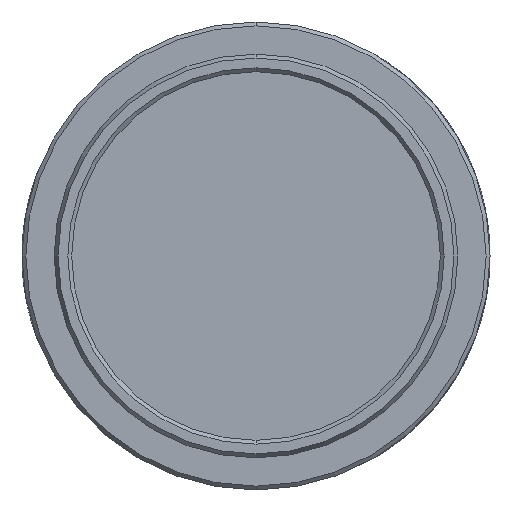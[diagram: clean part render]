
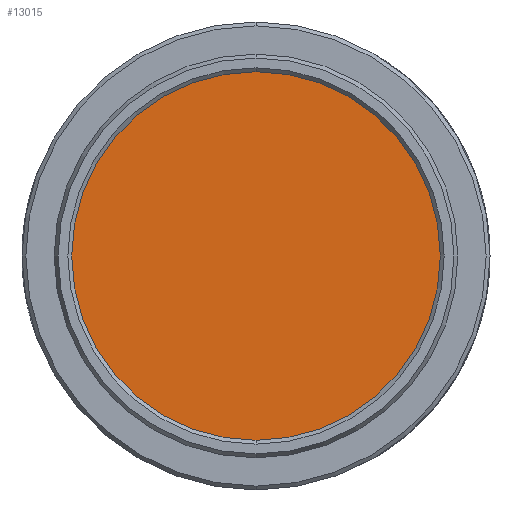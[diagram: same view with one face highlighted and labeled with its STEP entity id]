
A CAD part, left-side view. The second image highlights one B-rep face of the part: STEP entity #13015.
In plain terms, the highlighted planar face has unit normal (-1, 0, 0).
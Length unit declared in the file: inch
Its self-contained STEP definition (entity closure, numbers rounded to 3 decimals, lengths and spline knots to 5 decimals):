
#454 = EDGE_CURVE ( 'NONE', #13162, #10030, #6272, .T. ) ;
#1167 = CARTESIAN_POINT ( 'NONE',  ( -0.14, 0., 0. ) ) ;
#2274 = CARTESIAN_POINT ( 'NONE',  ( -0.14, 0., 0.5 ) ) ;
#2362 = DIRECTION ( 'NONE',  ( 0., 0., -1. ) ) ;
#3893 = EDGE_CURVE ( 'NONE', #10030, #13162, #13562, .T. ) ;
#4143 = DIRECTION ( 'NONE',  ( 0., 0., -1. ) ) ;
#5742 = CARTESIAN_POINT ( 'NONE',  ( -0.14, 0., 0. ) ) ;
#6272 = CIRCLE ( 'NONE', #15275, 0.5 ) ;
#6925 = DIRECTION ( 'NONE',  ( 0., 0., -1. ) ) ;
#7664 = CARTESIAN_POINT ( 'NONE',  ( -0.14, 0., 0. ) ) ;
#9016 = CARTESIAN_POINT ( 'NONE',  ( -0.14, 0., -0.5 ) ) ;
#9479 = DIRECTION ( 'NONE',  ( 1., 0., 0. ) ) ;
#9989 = PLANE ( 'NONE',  #10719 ) ;
#10030 = VERTEX_POINT ( 'NONE', #9016 ) ;
#10314 = ORIENTED_EDGE ( 'NONE', *, *, #454, .F. ) ;
#10719 = AXIS2_PLACEMENT_3D ( 'NONE', #7664, #11232, #4143 ) ;
#10809 = ORIENTED_EDGE ( 'NONE', *, *, #3893, .F. ) ;
#11232 = DIRECTION ( 'NONE',  ( 1., 0., 0. ) ) ;
#12185 = AXIS2_PLACEMENT_3D ( 'NONE', #1167, #9479, #2362 ) ;
#13015 = ADVANCED_FACE ( 'NONE', ( #13071 ), #9989, .F. ) ;
#13071 = FACE_OUTER_BOUND ( 'NONE', #14326, .T. ) ;
#13162 = VERTEX_POINT ( 'NONE', #2274 ) ;
#13562 = CIRCLE ( 'NONE', #12185, 0.5 ) ;
#14047 = DIRECTION ( 'NONE',  ( 1., 0., 0. ) ) ;
#14326 = EDGE_LOOP ( 'NONE', ( #10809, #10314 ) ) ;
#15275 = AXIS2_PLACEMENT_3D ( 'NONE', #5742, #14047, #6925 ) ;
